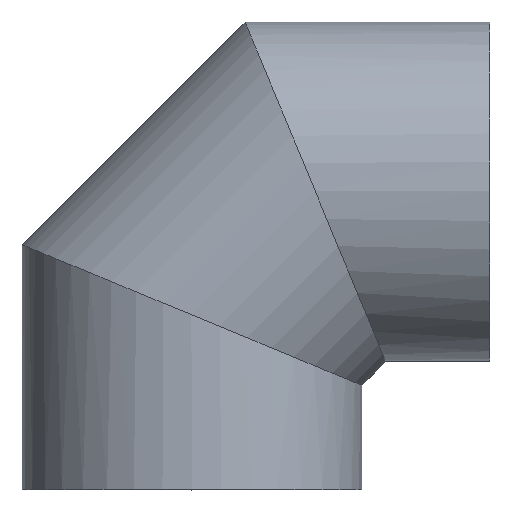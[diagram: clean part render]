
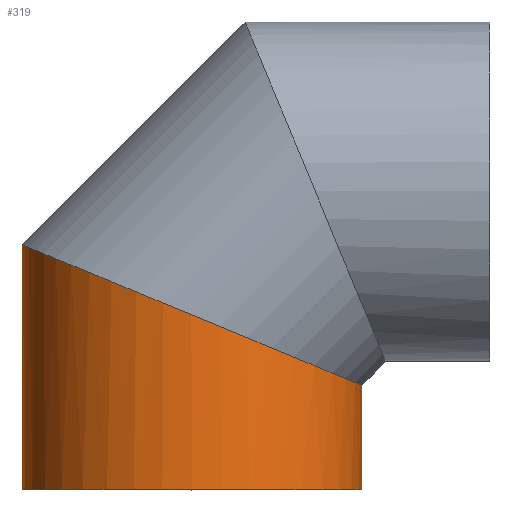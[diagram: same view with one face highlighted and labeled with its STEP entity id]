
A CAD part, top view. The second image highlights one B-rep face of the part: STEP entity #319.
In plain terms, the highlighted cylindrical face has radius 106 mm (diameter 212 mm), a partial arc.
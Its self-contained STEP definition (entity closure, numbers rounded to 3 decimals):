
#28 = DIRECTION ( 'NONE',  ( 0., 0., 1. ) ) ;
#41 = EDGE_CURVE ( 'NONE', #247, #279, #92, .T. ) ;
#44 = VECTOR ( 'NONE', #275, 1000. ) ;
#64 = EDGE_LOOP ( 'NONE', ( #71, #244, #371, #113 ) ) ;
#71 = ORIENTED_EDGE ( 'NONE', *, *, #41, .T. ) ;
#78 = DIRECTION ( 'NONE',  ( 0., 1., 0. ) ) ;
#92 = CIRCLE ( 'NONE', #239, 106. ) ;
#100 =( BOUNDED_CURVE ( )  B_SPLINE_CURVE ( 3, ( #214, #180, #253, #188 ),
 .UNSPECIFIED., .F., .F. ) 
 B_SPLINE_CURVE_WITH_KNOTS ( ( 4, 4 ),
 ( 3.142, 6.283 ),
 .UNSPECIFIED. ) 
 CURVE ( )  GEOMETRIC_REPRESENTATION_ITEM ( )  RATIONAL_B_SPLINE_CURVE ( ( 1., 0.333, 0.333, 1. ) ) 
 REPRESENTATION_ITEM ( '' )  );
#112 = FACE_OUTER_BOUND ( 'NONE', #64, .T. ) ;
#113 = ORIENTED_EDGE ( 'NONE', *, *, #252, .F. ) ;
#121 = CARTESIAN_POINT ( 'NONE',  ( -106., 0., 0. ) ) ;
#132 = CARTESIAN_POINT ( 'NONE',  ( 0., 0., 0. ) ) ;
#138 = VERTEX_POINT ( 'NONE', #164 ) ;
#143 = CARTESIAN_POINT ( 'NONE',  ( -106., 0., 0. ) ) ;
#152 = LINE ( 'NONE', #143, #44 ) ;
#164 = CARTESIAN_POINT ( 'NONE',  ( -106., 152.863, 0. ) ) ;
#176 = EDGE_CURVE ( 'NONE', #215, #138, #100, .T. ) ;
#178 = LINE ( 'NONE', #392, #201 ) ;
#180 = CARTESIAN_POINT ( 'NONE',  ( 106., 65.05, 212. ) ) ;
#186 = CYLINDRICAL_SURFACE ( 'NONE', #380, 106. ) ;
#188 = CARTESIAN_POINT ( 'NONE',  ( -106., 152.863, 0. ) ) ;
#201 = VECTOR ( 'NONE', #394, 1000. ) ;
#214 = CARTESIAN_POINT ( 'NONE',  ( 106., 65.05, 0. ) ) ;
#215 = VERTEX_POINT ( 'NONE', #360 ) ;
#239 = AXIS2_PLACEMENT_3D ( 'NONE', #132, #262, #28 ) ;
#244 = ORIENTED_EDGE ( 'NONE', *, *, #285, .T. ) ;
#247 = VERTEX_POINT ( 'NONE', #121 ) ;
#252 = EDGE_CURVE ( 'NONE', #247, #138, #152, .T. ) ;
#253 = CARTESIAN_POINT ( 'NONE',  ( -106., 152.863, 212. ) ) ;
#262 = DIRECTION ( 'NONE',  ( 0., 1., 0. ) ) ;
#275 = DIRECTION ( 'NONE',  ( 0., 1., 0. ) ) ;
#279 = VERTEX_POINT ( 'NONE', #330 ) ;
#285 = EDGE_CURVE ( 'NONE', #279, #215, #178, .T. ) ;
#301 = CARTESIAN_POINT ( 'NONE',  ( 0., 0., 0. ) ) ;
#319 = ADVANCED_FACE ( 'NONE', ( #112 ), #186, .T. ) ;
#322 = DIRECTION ( 'NONE',  ( -1., 0., 0. ) ) ;
#330 = CARTESIAN_POINT ( 'NONE',  ( 106., 0., 0. ) ) ;
#360 = CARTESIAN_POINT ( 'NONE',  ( 106., 65.05, 0. ) ) ;
#371 = ORIENTED_EDGE ( 'NONE', *, *, #176, .T. ) ;
#380 = AXIS2_PLACEMENT_3D ( 'NONE', #301, #78, #322 ) ;
#392 = CARTESIAN_POINT ( 'NONE',  ( 106., 0., 0. ) ) ;
#394 = DIRECTION ( 'NONE',  ( 0., 1., 0. ) ) ;
